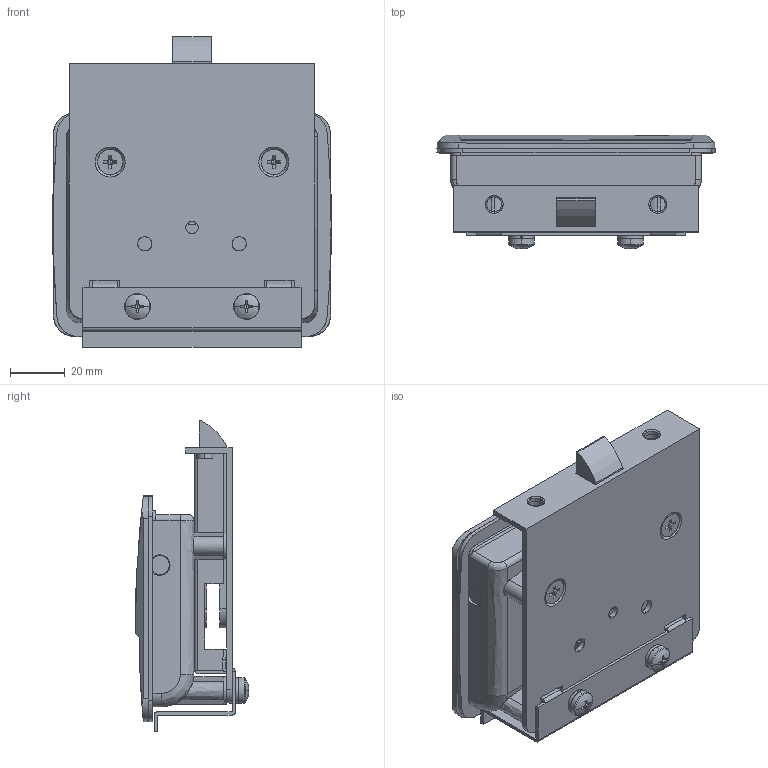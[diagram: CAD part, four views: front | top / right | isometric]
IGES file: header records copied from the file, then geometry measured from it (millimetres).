
Start section: SolidWorks IGES file using analytic representation for surfaces
Global section: file name: A-151R-1-1_.IGS,41; native system: HSolidWorks 2006 by SolidWorks Corporation; preprocessor: SolidWorks 2006 by SolidWorks Corporation; author: 8sw; date: 061218.153028; units: millimetre
Bounding box: 102 x 41.64 x 114 mm (x, y, z)
Surface area: 89273.8 mm2 (no closed solid volume)
Topology: 0 solids, 0 shells, 658 faces, 8123 edges, 8101 vertices
Faces by surface type: bspline 365, revolution 293
